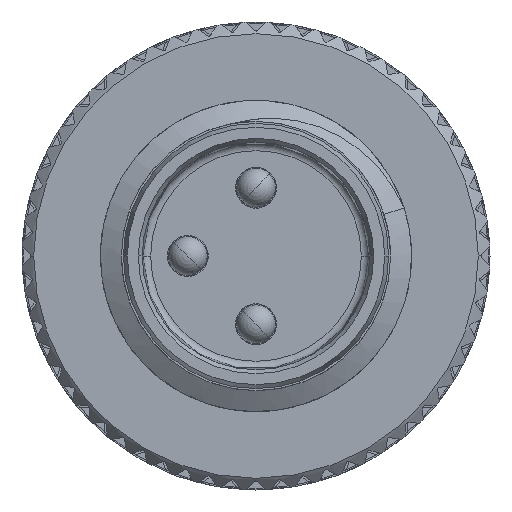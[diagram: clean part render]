
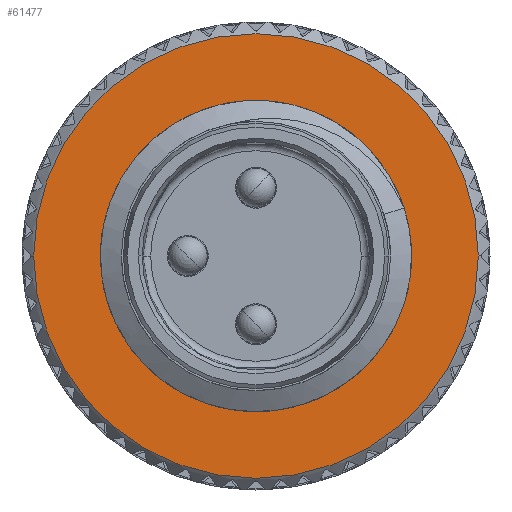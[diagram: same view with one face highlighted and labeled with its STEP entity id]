
A CAD part, front view. The second image highlights one B-rep face of the part: STEP entity #61477.
In plain terms, the highlighted planar face has unit normal (0, -1, 0).
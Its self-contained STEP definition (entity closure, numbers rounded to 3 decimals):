
#23691=CARTESIAN_POINT('',(0.,-9.7,0.5));
#23692=DIRECTION('',(0.,-1.,0.));
#23693=DIRECTION('',(1.,0.,0.));
#23694=AXIS2_PLACEMENT_3D('',#23691,#23692,#23693);
#23696=CARTESIAN_POINT('',(0.,-9.7,0.5));
#23697=DIRECTION('',(0.,-1.,0.));
#23698=DIRECTION('',(-1.,0.,0.));
#23699=AXIS2_PLACEMENT_3D('',#23696,#23697,#23698);
#23701=CARTESIAN_POINT('',(0.,-9.7,0.5));
#23702=DIRECTION('',(0.,-1.,0.));
#23703=DIRECTION('',(1.,0.,0.));
#23704=AXIS2_PLACEMENT_3D('',#23701,#23702,#23703);
#23706=CARTESIAN_POINT('',(0.,-9.7,0.5));
#23707=DIRECTION('',(0.,-1.,0.));
#23708=DIRECTION('',(-1.,0.,0.));
#23709=AXIS2_PLACEMENT_3D('',#23706,#23707,#23708);
#28517=CARTESIAN_POINT('',(5.7,-9.7,0.5));
#28518=CARTESIAN_POINT('',(-5.7,-9.7,0.5));
#28519=VERTEX_POINT('',#28517);
#28520=VERTEX_POINT('',#28518);
#30377=CARTESIAN_POINT('',(3.75,-9.7,0.5));
#30378=CARTESIAN_POINT('',(-3.75,-9.7,0.5));
#30379=VERTEX_POINT('',#30377);
#30380=VERTEX_POINT('',#30378);
#61462=CARTESIAN_POINT('',(0.,-9.7,0.5));
#61463=DIRECTION('',(0.,-1.,0.));
#61464=DIRECTION('',(1.,0.,0.));
#61465=AXIS2_PLACEMENT_3D('',#61462,#61463,#61464);
#61466=PLANE('',#61465);
#61467=ORIENTED_EDGE('',*,*,#61289,.F.);
#61468=ORIENTED_EDGE('',*,*,#61448,.F.);
#61469=EDGE_LOOP('',(#61467,#61468));
#61470=FACE_OUTER_BOUND('',#61469,.F.);
#61472=ORIENTED_EDGE('',*,*,#61471,.T.);
#61474=ORIENTED_EDGE('',*,*,#61473,.T.);
#61475=EDGE_LOOP('',(#61472,#61474));
#61476=FACE_BOUND('',#61475,.F.);
#23695=CIRCLE('',#23694,5.7);
#23700=CIRCLE('',#23699,5.7);
#23705=CIRCLE('',#23704,3.75);
#23710=CIRCLE('',#23709,3.75);
#61289=EDGE_CURVE('',#28519,#28520,#23695,.T.);
#61448=EDGE_CURVE('',#28520,#28519,#23700,.T.);
#61471=EDGE_CURVE('',#30379,#30380,#23705,.T.);
#61473=EDGE_CURVE('',#30380,#30379,#23710,.T.);
#61477=ADVANCED_FACE('',(#61470,#61476),#61466,.T.);
